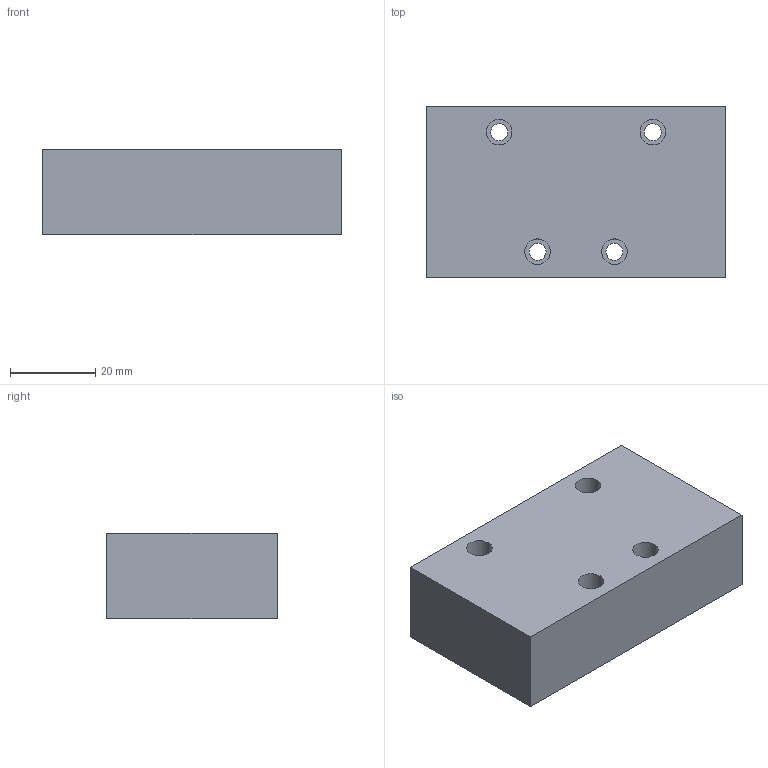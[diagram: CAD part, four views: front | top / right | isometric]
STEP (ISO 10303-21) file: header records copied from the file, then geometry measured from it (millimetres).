
FILE_DESCRIPTION((''),'2;1');
FILE_NAME('TC1.stp','2003-01-03T03:26:04',('Branislav Petkovic'),('AZ Pneumatica'),'AutoCAD STEP 2000i','AutoCAD 2000i','Via J. F. Kennedy, 26, 20020 Misinto (MI), ITALY');
FILE_SCHEMA(('CONFIG_CONTROL_DESIGN'));
Length unit declared in the file: millimetre
Products named in the file (2): TC1; PART1
Assembly tree (1 placements, depth 2):
  TC1
    PART1
Bounding box: 70 x 40 x 20 mm (x, y, z)
Surface area: 11030.4 mm2 (no closed solid volume)
Topology: 0 solids, 1 shells, 26 faces, 60 edges, 40 vertices
Faces by surface type: cylinder 16, plane 10
Entity records: 881 total; most frequent: DIRECTION 148, CARTESIAN_POINT 128, ORIENTED_EDGE 120, AXIS2_PLACEMENT_3D 60, EDGE_CURVE 60, VERTEX_POINT 40, EDGE_LOOP 38, CIRCLE 32
